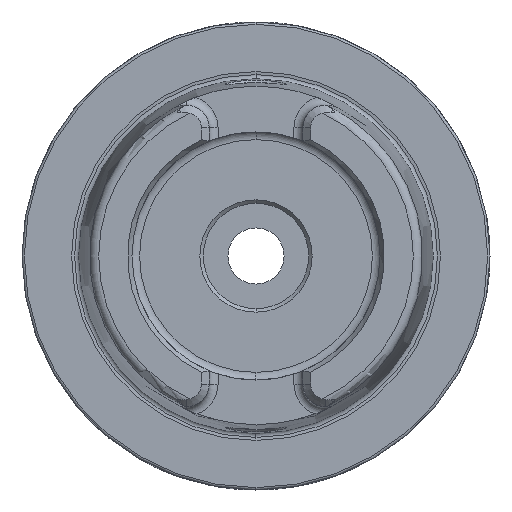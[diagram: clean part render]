
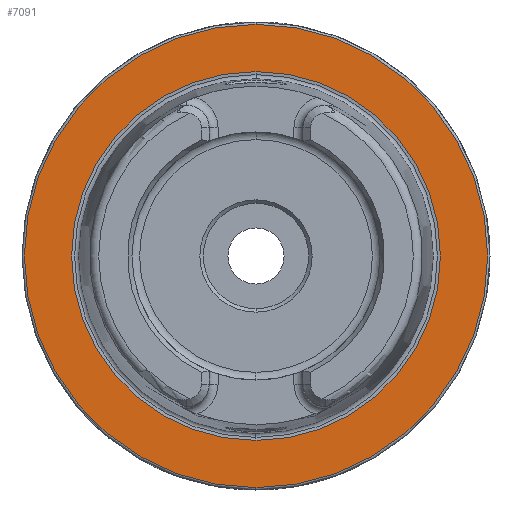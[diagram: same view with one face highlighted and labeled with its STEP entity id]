
A CAD part, left-side view. The second image highlights one B-rep face of the part: STEP entity #7091.
In plain terms, the highlighted planar face has unit normal (-1, 0, 0).
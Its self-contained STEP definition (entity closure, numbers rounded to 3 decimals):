
#288 = EDGE_CURVE ( 'NONE', #8361, #8360, #9319, .T. ) ;
#289 = EDGE_CURVE ( 'NONE', #8358, #8353, #9320, .T. ) ;
#854 = EDGE_LOOP ( 'NONE', ( #7493, #7494 ) ) ;
#858 = EDGE_LOOP ( 'NONE', ( #7491, #7492 ) ) ;
#1020 = EDGE_CURVE ( 'NONE', #8360, #8361, #2544, .T. ) ;
#1432 = AXIS2_PLACEMENT_3D ( 'NONE', #9837, #9838, #9839 ) ;
#1433 = AXIS2_PLACEMENT_3D ( 'NONE', #9840, #9841, #9842 ) ;
#2017 = AXIS2_PLACEMENT_3D ( 'NONE', #3761, #3762, #3763 ) ;
#2055 = AXIS2_PLACEMENT_3D ( 'NONE', #4227, #4228, #4229 ) ;
#2544 = CIRCLE ( 'NONE', #2017, 49.5 ) ;
#2649 = CIRCLE ( 'NONE', #2055, 39.405 ) ;
#3761 = CARTESIAN_POINT ( 'NONE',  ( 0., 0., 0. ) ) ;
#3762 = DIRECTION ( 'NONE',  ( -1., 0., 0. ) ) ;
#3763 = DIRECTION ( 'NONE',  ( 0., 0., 1. ) ) ;
#4227 = CARTESIAN_POINT ( 'NONE',  ( 0., 0., 0. ) ) ;
#4228 = DIRECTION ( 'NONE',  ( -1., 0., 0. ) ) ;
#4229 = DIRECTION ( 'NONE',  ( 0., 0., 1. ) ) ;
#4562 = AXIS2_PLACEMENT_3D ( 'NONE', #4706, #4711, #4712 ) ;
#4706 = CARTESIAN_POINT ( 'NONE',  ( 0., 49.5, 0. ) ) ;
#4709 = PLANE ( 'NONE',  #4562 ) ;
#4711 = DIRECTION ( 'NONE',  ( 1., 0., 0. ) ) ;
#4712 = DIRECTION ( 'NONE',  ( 0., 0., -1. ) ) ;
#4899 = FACE_BOUND ( 'NONE', #858, .T. ) ;
#4911 = FACE_OUTER_BOUND ( 'NONE', #854, .T. ) ;
#6042 = CARTESIAN_POINT ( 'NONE',  ( 0., 0., -39.405 ) ) ;
#6047 = CARTESIAN_POINT ( 'NONE',  ( 0., 0., 39.405 ) ) ;
#6049 = CARTESIAN_POINT ( 'NONE',  ( 0., 0., 49.5 ) ) ;
#6050 = CARTESIAN_POINT ( 'NONE',  ( 0., 0., -49.5 ) ) ;
#6980 = EDGE_CURVE ( 'NONE', #8353, #8358, #2649, .T. ) ;
#7091 = ADVANCED_FACE ( 'NONE', ( #4899, #4911 ), #4709, .F. ) ;
#7491 = ORIENTED_EDGE ( 'NONE', *, *, #289, .F. ) ;
#7492 = ORIENTED_EDGE ( 'NONE', *, *, #6980, .F. ) ;
#7493 = ORIENTED_EDGE ( 'NONE', *, *, #1020, .T. ) ;
#7494 = ORIENTED_EDGE ( 'NONE', *, *, #288, .T. ) ;
#8353 = VERTEX_POINT ( 'NONE', #6042 ) ;
#8358 = VERTEX_POINT ( 'NONE', #6047 ) ;
#8360 = VERTEX_POINT ( 'NONE', #6049 ) ;
#8361 = VERTEX_POINT ( 'NONE', #6050 ) ;
#9319 = CIRCLE ( 'NONE', #1432, 49.5 ) ;
#9320 = CIRCLE ( 'NONE', #1433, 39.405 ) ;
#9837 = CARTESIAN_POINT ( 'NONE',  ( 0., 0., 0. ) ) ;
#9838 = DIRECTION ( 'NONE',  ( -1., 0., 0. ) ) ;
#9839 = DIRECTION ( 'NONE',  ( 0., 0., 1. ) ) ;
#9840 = CARTESIAN_POINT ( 'NONE',  ( 0., 0., 0. ) ) ;
#9841 = DIRECTION ( 'NONE',  ( -1., 0., 0. ) ) ;
#9842 = DIRECTION ( 'NONE',  ( 0., 0., 1. ) ) ;
